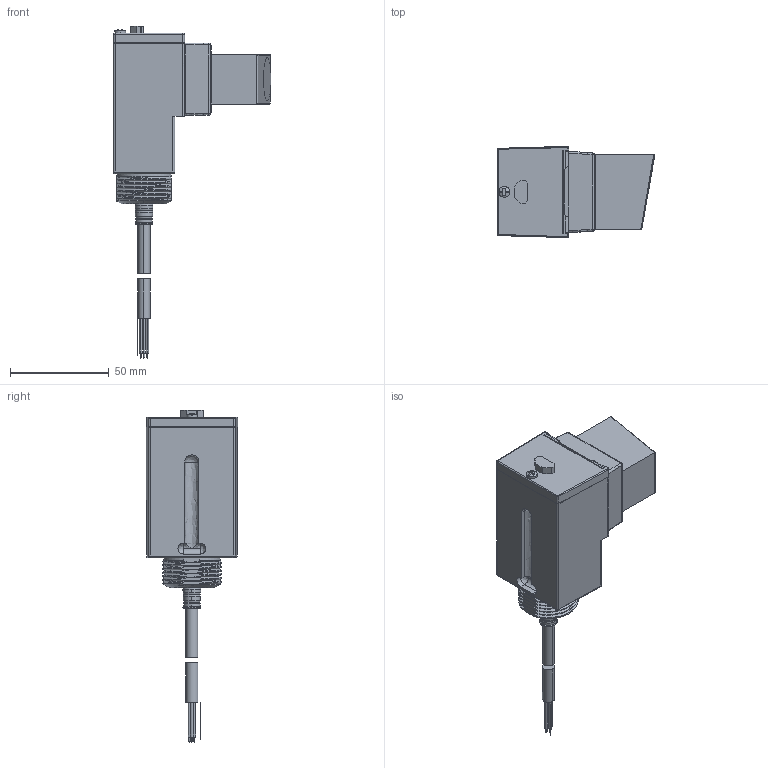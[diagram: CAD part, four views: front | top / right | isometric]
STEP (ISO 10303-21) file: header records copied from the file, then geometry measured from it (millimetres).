
FILE_DESCRIPTION( ('This file contains a STEP AP42 implementation' ,'as created by ZW3D STEP Interface translator.') ,'2;1' );
FILE_NAME( 'RP74-SXXXXX-CYXC4L2.stp' ,'21 125.113030', (''), ('ZWCAD Software Co.'), 'Version 1.0', 'ZW3D to STEP translator', '' );
FILE_SCHEMA(('AUTOMOTIVE_DESIGN'));
Length unit declared in the file: millimetre
Products named in the file (2): 0; RP74-SXXXXX-CYXC4L2
Bounding box: 79.5 x 46.09 x 167.7 mm (x, y, z)
Volume: 160178.7 mm3; surface area: 26254.4 mm2
Topology: 4 solids, 5 shells, 333 faces, 831 edges, 510 vertices
Faces by surface type: bspline 333
Entity records: 16131 total; most frequent: CARTESIAN_POINT 11065, ORIENTED_EDGE 1636, EDGE_CURVE 819, B_SPLINE_CURVE_WITH_KNOTS 565, VERTEX_POINT 510, EDGE_LOOP 348, FACE_OUTER_BOUND 333, ADVANCED_FACE 333
